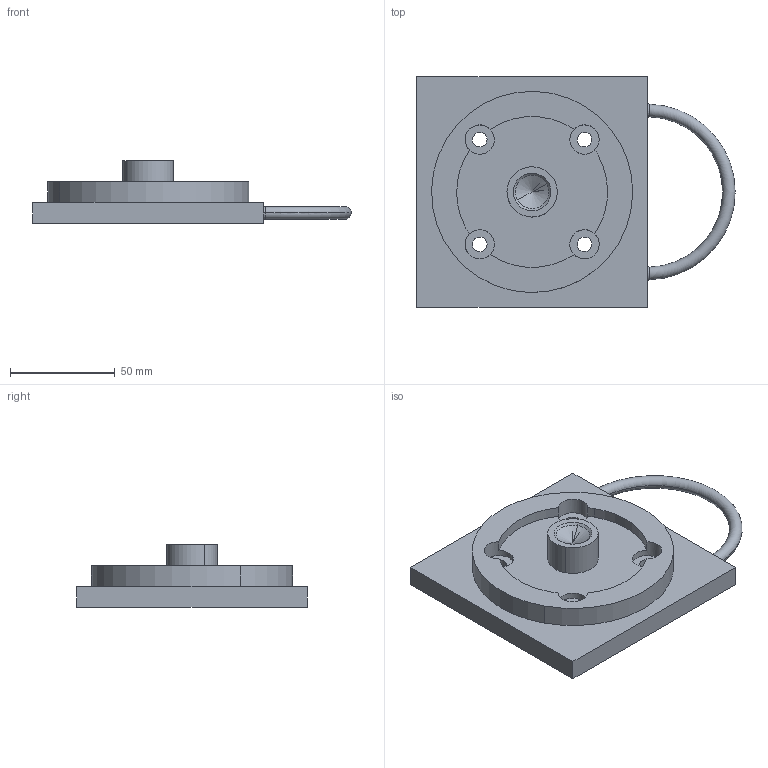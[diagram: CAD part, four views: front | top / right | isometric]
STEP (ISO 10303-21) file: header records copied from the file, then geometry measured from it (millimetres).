
FILE_DESCRIPTION(('CATIA V5 STEP Exchange'),'2;1');
FILE_NAME('TP1 - Ej2.stp','2012-08-03T23:00:49+00:00',('none'),('none'),'CATIA Version 5 Release 19 SP 4 (IN-10)','CATIA V5 STEP AP203','none');
FILE_SCHEMA(('CONFIG_CONTROL_DESIGN'));
Length unit declared in the file: millimetre
Products named in the file (1): Axis on the support
Bounding box: 151.89 x 110 x 30 mm (x, y, z)
Volume: 177619.8 mm3; surface area: 37597.5 mm2
Topology: 1 solids, 1 shells, 49 faces, 126 edges, 81 vertices
Faces by surface type: cylinder 26, plane 13, bspline 4, cone 4, torus 2
Entity records: 1785 total; most frequent: CARTESIAN_POINT 656, ORIENTED_EDGE 248, DIRECTION 162, EDGE_CURVE 124, AXIS2_PLACEMENT_3D 92, VERTEX_POINT 81, CIRCLE 66, EDGE_LOOP 63
